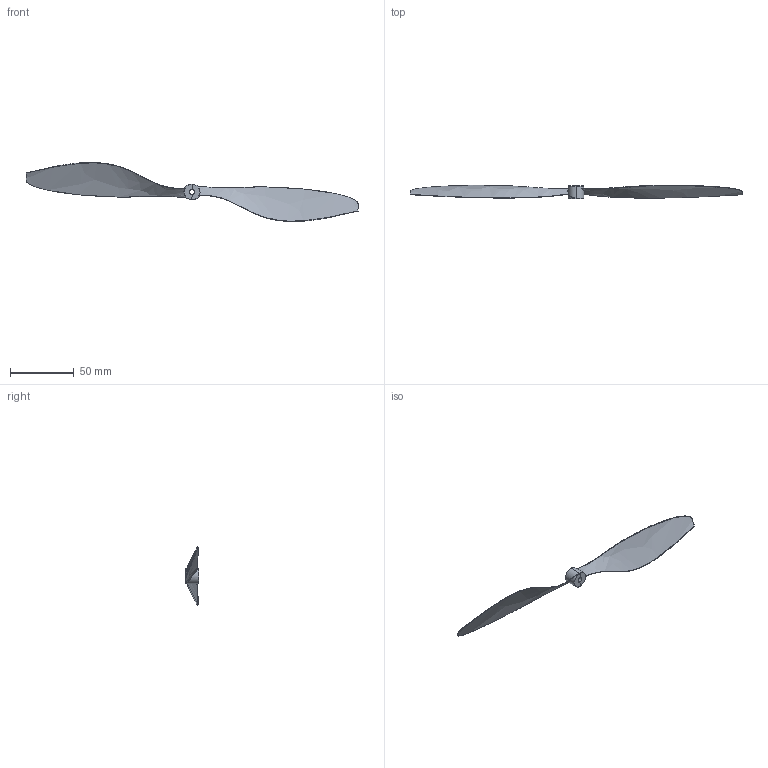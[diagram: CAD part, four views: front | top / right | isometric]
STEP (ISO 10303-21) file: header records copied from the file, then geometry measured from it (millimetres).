
FILE_DESCRIPTION(('FreeCAD Model'),'2;1');
FILE_NAME('Open CASCADE Shape Model','2022-02-21T20:55:41',('Author'),( ''),'Open CASCADE STEP processor 7.5','FreeCAD','Unknown');
FILE_SCHEMA(('AUTOMOTIVE_DESIGN { 1 0 10303 214 1 1 1 1 }'));
Length unit declared in the file: millimetre
Products named in the file (1): PropellerInversa
Bounding box: 260 x 10.49 x 46.07 mm (x, y, z)
Volume: 4646.9 mm3; surface area: 10609.1 mm2
Topology: 1 solids, 1 shells, 32 faces, 70 edges, 38 vertices
Faces by surface type: bspline 18, plane 6, cylinder 4, torus 4
Entity records: 26017 total; most frequent: CARTESIAN_POINT 24870, ORIENTED_EDGE 136, PCURVE 136, DEFINITIONAL_REPRESENTATION 136, DIRECTION 132, B_SPLINE_CURVE_WITH_KNOTS 102, EDGE_CURVE 68, SURFACE_CURVE 68
